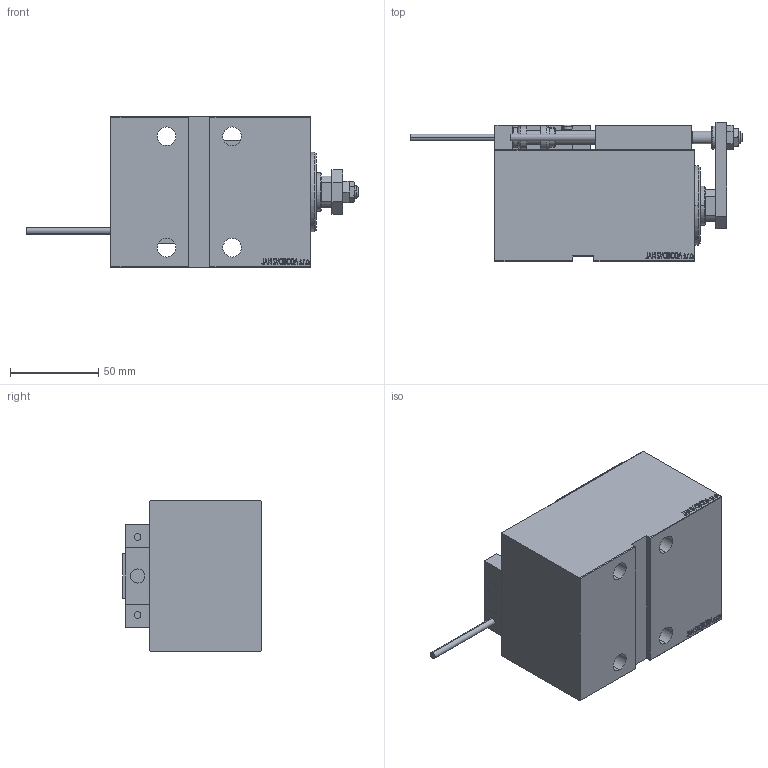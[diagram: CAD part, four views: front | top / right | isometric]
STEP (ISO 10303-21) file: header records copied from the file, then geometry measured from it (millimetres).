
FILE_DESCRIPTION (( 'STEP AP203' ), '1' );
FILE_NAME ('674e.STEP', '2021-03-18T23:14:44', ( '' ), ( '' ), 'SwSTEP 2.0', 'SolidWorks 2019', '' );
FILE_SCHEMA (( 'CONFIG_CONTROL_DESIGN' ));
Length unit declared in the file: millimetre
Products named in the file (16): 674e; SWITCH DIM B,W 62a5446f3a4b8cebb4468220fa751fd7; V450CM_E 62a5446f3a4b8cebb4468220fa751fd7; V450CM_E_VCP 62a5446f3a4b8cebb4468220fa751fd7; MAGNET 62a5446f3a4b8cebb4468220fa751fd7; Block 62a5446f3a4b8cebb4468220fa751fd7; NUT_D12 62a5446f3a4b8cebb4468220fa751fd7; V450CM_VC_B 62a5446f3a4b8cebb4468220fa751fd7; KONCOVKA 62a5446f3a4b8cebb4468220fa751fd7; ZARAZKA 62a5446f3a4b8cebb4468220fa751fd7; ALLEN BOLT D5 62a5446f3a4b8cebb4468220fa751fd7; NUT_D10 62a5446f3a4b8cebb4468220fa751fd7; SWITCH_X_FRONT_BACK 62a5446f3a4b8cebb4468220fa751fd7; TYC_L79 62a5446f3a4b8cebb4468220fa751fd7; SWITCH X 62a5446f3a4b8cebb4468220fa751fd7; ALLEN BOLT D8 62a5446f3a4b8cebb4468220fa751fd7
Assembly tree (25 placements, depth 3):
  674e
    V450CM_E 62a5446f3a4b8cebb4468220fa751fd7
    V450CM_E_VCP 62a5446f3a4b8cebb4468220fa751fd7
    V450CM_VC_B 62a5446f3a4b8cebb4468220fa751fd7
    SWITCH X 62a5446f3a4b8cebb4468220fa751fd7
      SWITCH_X_FRONT_BACK 62a5446f3a4b8cebb4468220fa751fd7  x2
      TYC_L79 62a5446f3a4b8cebb4468220fa751fd7
      Block 62a5446f3a4b8cebb4468220fa751fd7  x2
      ALLEN BOLT D5 62a5446f3a4b8cebb4468220fa751fd7  x4
      ALLEN BOLT D8 62a5446f3a4b8cebb4468220fa751fd7  x4
      MAGNET 62a5446f3a4b8cebb4468220fa751fd7  x2
      KONCOVKA 62a5446f3a4b8cebb4468220fa751fd7  x2
    SWITCH DIM B,W 62a5446f3a4b8cebb4468220fa751fd7
    ZARAZKA 62a5446f3a4b8cebb4468220fa751fd7
    NUT_D10 62a5446f3a4b8cebb4468220fa751fd7
    NUT_D12 62a5446f3a4b8cebb4468220fa751fd7
Bounding box: 187.7 x 78.5 x 85 mm (x, y, z)
Volume: 571554.9 mm3; surface area: 112046.9 mm2
Topology: 24 solids, 24 shells, 1280 faces, 3070 edges, 1962 vertices
Faces by surface type: plane 567, bspline 380, cylinder 172, cone 113, torus 44, sphere 4
Entity records: 49681 total; most frequent: CARTESIAN_POINT 25358, ORIENTED_EDGE 5160, DIRECTION 3429, EDGE_CURVE 2580, VERTEX_POINT 1686, VECTOR 1499, LINE 1499, EDGE_LOOP 1184
